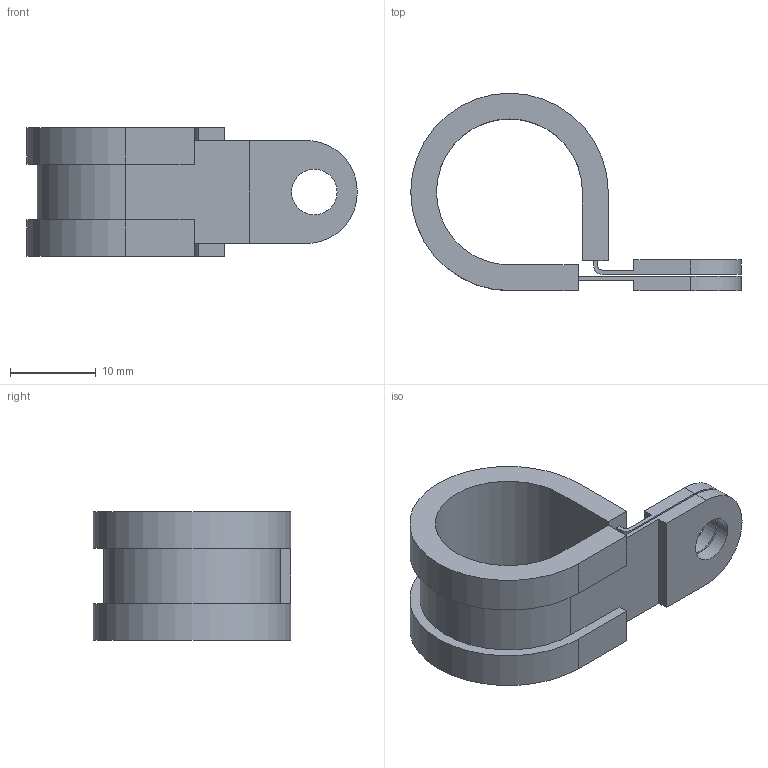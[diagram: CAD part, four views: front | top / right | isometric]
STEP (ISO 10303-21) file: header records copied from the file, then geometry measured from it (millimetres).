
FILE_DESCRIPTION( ( 'STEP AP203' ), '1' );
FILE_NAME( 'FLEXA SKM 0308.000.011.stp', '2020-03-10T08:43:59', ( '' ), ( '' ), ' ', 'PARTsolutions', ' ' );
FILE_SCHEMA( ( 'CONFIG_CONTROL_DESIGN' ) );
Length unit declared in the file: millimetre
Products named in the file (1): _FLEXA SKM 0308.000.011
Bounding box: 38.5 x 23 x 15 mm (x, y, z)
Volume: 2771.2 mm3; surface area: 3405.2 mm2
Topology: 1 solids, 1 shells, 40 faces, 116 edges, 78 vertices
Faces by surface type: plane 28, cylinder 12
Full cylindrical faces by diameter (mm): 5.3 x2
Entity records: 1344 total; most frequent: CARTESIAN_POINT 229, ORIENTED_EDGE 224, DIRECTION 218, EDGE_CURVE 112, LINE 88, VECTOR 88, VERTEX_POINT 76, AXIS2_PLACEMENT_3D 65
